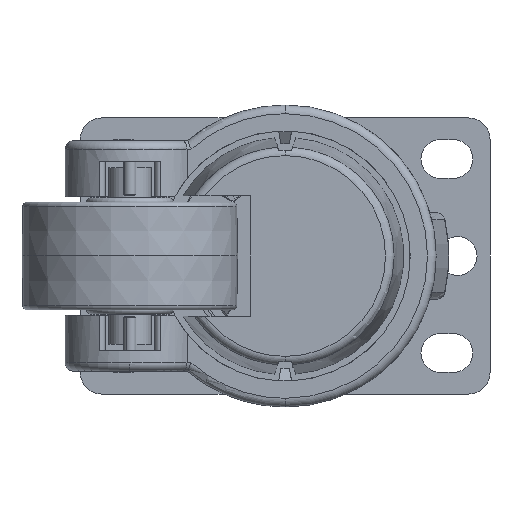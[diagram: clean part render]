
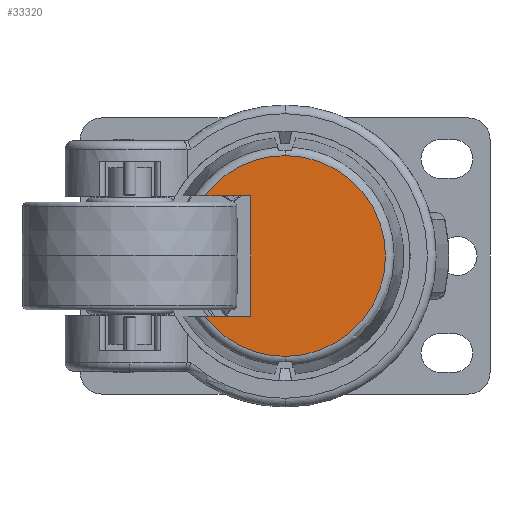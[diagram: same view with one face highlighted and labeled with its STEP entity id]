
A CAD part, front view. The second image highlights one B-rep face of the part: STEP entity #33320.
In plain terms, the highlighted planar face has unit normal (0, -1, 0).
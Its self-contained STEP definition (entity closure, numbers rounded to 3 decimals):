
#1031 = EDGE_CURVE ( 'NONE', #18130, #21323, #31023, .T. ) ;
#2271 = CARTESIAN_POINT ( 'NONE',  ( 0., 12.401, 23.275 ) ) ;
#2930 = AXIS2_PLACEMENT_3D ( 'NONE', #12815, #11264, #40800 ) ;
#3035 = CIRCLE ( 'NONE', #25159, 23.275 ) ;
#6862 = CARTESIAN_POINT ( 'NONE',  ( -8., 12.401, 14. ) ) ;
#8050 = DIRECTION ( 'NONE',  ( 0., 0., -1. ) ) ;
#8296 = CARTESIAN_POINT ( 'NONE',  ( 0., 12.401, 14. ) ) ;
#9490 = EDGE_CURVE ( 'NONE', #21323, #28658, #12183, .T. ) ;
#10044 = DIRECTION ( 'NONE',  ( 0., 0., -1. ) ) ;
#10689 = DIRECTION ( 'NONE',  ( 0., -1., 0. ) ) ;
#11086 = VERTEX_POINT ( 'NONE', #11892 ) ;
#11264 = DIRECTION ( 'NONE',  ( 0., -1., 0. ) ) ;
#11816 = VERTEX_POINT ( 'NONE', #16518 ) ;
#11892 = CARTESIAN_POINT ( 'NONE',  ( -18.594, 12.401, -14. ) ) ;
#12183 = LINE ( 'NONE', #8296, #37482 ) ;
#12815 = CARTESIAN_POINT ( 'NONE',  ( 0., 12.401, 0. ) ) ;
#13082 = PLANE ( 'NONE',  #16537 ) ;
#14218 = EDGE_CURVE ( 'NONE', #11086, #15052, #28565, .T. ) ;
#14339 = CARTESIAN_POINT ( 'NONE',  ( 0., 12.401, 0. ) ) ;
#15052 = VERTEX_POINT ( 'NONE', #20917 ) ;
#15091 = CARTESIAN_POINT ( 'NONE',  ( 0., 12.401, -14. ) ) ;
#15375 = DIRECTION ( 'NONE',  ( 0., 0., -1. ) ) ;
#16518 = CARTESIAN_POINT ( 'NONE',  ( -8., 12.401, -14. ) ) ;
#16537 = AXIS2_PLACEMENT_3D ( 'NONE', #36336, #10689, #10044 ) ;
#16963 = ORIENTED_EDGE ( 'NONE', *, *, #9490, .T. ) ;
#18130 = VERTEX_POINT ( 'NONE', #2271 ) ;
#18684 = DIRECTION ( 'NONE',  ( 1., 0., 0. ) ) ;
#19233 = AXIS2_PLACEMENT_3D ( 'NONE', #14339, #37818, #8050 ) ;
#20359 = DIRECTION ( 'NONE',  ( 1., 0., 0. ) ) ;
#20917 = CARTESIAN_POINT ( 'NONE',  ( 0., 12.401, -23.275 ) ) ;
#21196 = VECTOR ( 'NONE', #28196, 1000. ) ;
#21265 = ORIENTED_EDGE ( 'NONE', *, *, #14218, .T. ) ;
#21323 = VERTEX_POINT ( 'NONE', #28273 ) ;
#22460 = EDGE_CURVE ( 'NONE', #11086, #11816, #28077, .T. ) ;
#23043 = ORIENTED_EDGE ( 'NONE', *, *, #29245, .T. ) ;
#23131 = EDGE_CURVE ( 'NONE', #28658, #11816, #30626, .T. ) ;
#23154 = ORIENTED_EDGE ( 'NONE', *, *, #22460, .F. ) ;
#23951 = ORIENTED_EDGE ( 'NONE', *, *, #23131, .T. ) ;
#25159 = AXIS2_PLACEMENT_3D ( 'NONE', #35789, #35348, #15375 ) ;
#28077 = LINE ( 'NONE', #15091, #35680 ) ;
#28196 = DIRECTION ( 'NONE',  ( 0., 0., -1. ) ) ;
#28273 = CARTESIAN_POINT ( 'NONE',  ( -18.594, 12.401, 14. ) ) ;
#28565 = CIRCLE ( 'NONE', #2930, 23.275 ) ;
#28658 = VERTEX_POINT ( 'NONE', #6862 ) ;
#29245 = EDGE_CURVE ( 'NONE', #15052, #18130, #3035, .T. ) ;
#30626 = LINE ( 'NONE', #30841, #21196 ) ;
#30841 = CARTESIAN_POINT ( 'NONE',  ( -8., 12.401, 0. ) ) ;
#31023 = CIRCLE ( 'NONE', #19233, 23.275 ) ;
#31060 = ORIENTED_EDGE ( 'NONE', *, *, #1031, .T. ) ;
#33320 = ADVANCED_FACE ( 'NONE', ( #33485 ), #13082, .T. ) ;
#33485 = FACE_OUTER_BOUND ( 'NONE', #36095, .T. ) ;
#35348 = DIRECTION ( 'NONE',  ( 0., -1., 0. ) ) ;
#35680 = VECTOR ( 'NONE', #20359, 1000. ) ;
#35789 = CARTESIAN_POINT ( 'NONE',  ( 0., 12.401, 0. ) ) ;
#36095 = EDGE_LOOP ( 'NONE', ( #16963, #23951, #23154, #21265, #23043, #31060 ) ) ;
#36336 = CARTESIAN_POINT ( 'NONE',  ( 0., 12.401, 0. ) ) ;
#37482 = VECTOR ( 'NONE', #18684, 1000. ) ;
#37818 = DIRECTION ( 'NONE',  ( 0., -1., 0. ) ) ;
#40800 = DIRECTION ( 'NONE',  ( 0., 0., -1. ) ) ;
